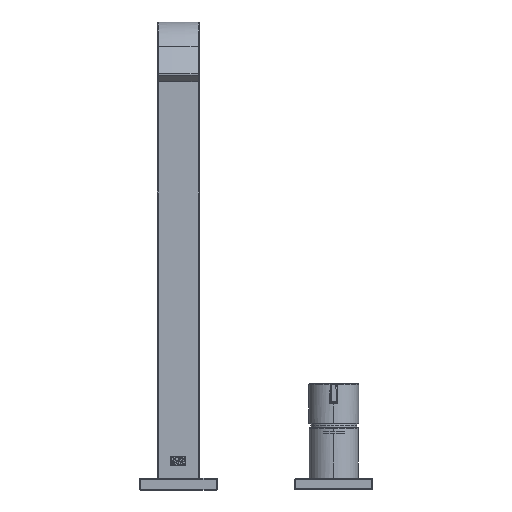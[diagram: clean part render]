
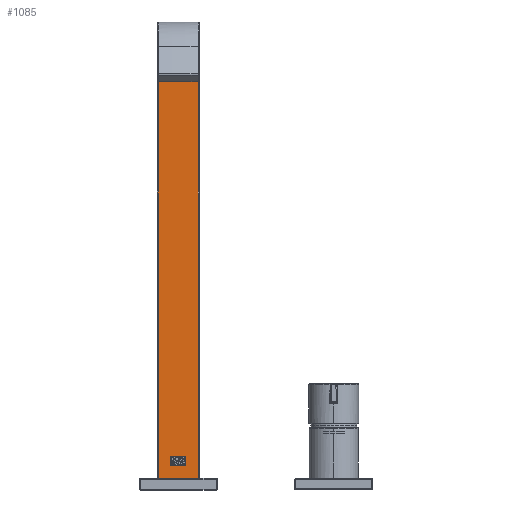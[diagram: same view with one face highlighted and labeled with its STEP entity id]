
A CAD part, top view. The second image highlights one B-rep face of the part: STEP entity #1085.
In plain terms, the highlighted planar face has unit normal (0, 0, 1).
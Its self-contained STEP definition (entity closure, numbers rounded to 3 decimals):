
#37 = CARTESIAN_POINT ( 'NONE',  ( 5.833, 10., 5.55 ) ) ;
#188 = VECTOR ( 'NONE', #10020, 1000. ) ;
#900 = DIRECTION ( 'NONE',  ( 0., 1., 0. ) ) ;
#995 = VERTEX_POINT ( 'NONE', #6903 ) ;
#1085 = ADVANCED_FACE ( 'NONE', ( #8765, #6266 ), #4650, .F. ) ;
#1119 = CARTESIAN_POINT ( 'NONE',  ( 15.3, 0., 5.55 ) ) ;
#1342 = LINE ( 'NONE', #4631, #5163 ) ;
#1415 = CARTESIAN_POINT ( 'NONE',  ( -16.1, 0., 5.55 ) ) ;
#1450 = LINE ( 'NONE', #4837, #3006 ) ;
#1459 = EDGE_CURVE ( 'NONE', #1626, #3141, #1342, .T. ) ;
#1594 = LINE ( 'NONE', #9902, #3469 ) ;
#1626 = VERTEX_POINT ( 'NONE', #3435 ) ;
#1732 = EDGE_CURVE ( 'NONE', #8410, #3842, #6772, .T. ) ;
#1969 = LINE ( 'NONE', #5265, #4399 ) ;
#2451 = ORIENTED_EDGE ( 'NONE', *, *, #4552, .T. ) ;
#2837 = LINE ( 'NONE', #1119, #3668 ) ;
#2922 = ORIENTED_EDGE ( 'NONE', *, *, #6418, .F. ) ;
#3006 = VECTOR ( 'NONE', #4738, 1000. ) ;
#3130 = EDGE_CURVE ( 'NONE', #3203, #8767, #1594, .T. ) ;
#3141 = VERTEX_POINT ( 'NONE', #5851 ) ;
#3203 = VERTEX_POINT ( 'NONE', #37 ) ;
#3230 = VECTOR ( 'NONE', #7363, 1000. ) ;
#3435 = CARTESIAN_POINT ( 'NONE',  ( -15.3, 0., 5.55 ) ) ;
#3469 = VECTOR ( 'NONE', #900, 1000. ) ;
#3668 = VECTOR ( 'NONE', #6982, 1000. ) ;
#3755 = LINE ( 'NONE', #7034, #10174 ) ;
#3819 = DIRECTION ( 'NONE',  ( 1., 0., 0. ) ) ;
#3842 = VERTEX_POINT ( 'NONE', #4113 ) ;
#3883 = ORIENTED_EDGE ( 'NONE', *, *, #9458, .T. ) ;
#4113 = CARTESIAN_POINT ( 'NONE',  ( -5.833, 10., 5.55 ) ) ;
#4399 = VECTOR ( 'NONE', #9317, 1000. ) ;
#4552 = EDGE_CURVE ( 'NONE', #3141, #995, #2837, .T. ) ;
#4631 = CARTESIAN_POINT ( 'NONE',  ( -16.1, 0., 5.55 ) ) ;
#4650 = PLANE ( 'NONE',  #8580 ) ;
#4700 = DIRECTION ( 'NONE',  ( 0., 1., 0. ) ) ;
#4738 = DIRECTION ( 'NONE',  ( -1., 0., 0. ) ) ;
#4837 = CARTESIAN_POINT ( 'NONE',  ( -16.1, 17., 5.55 ) ) ;
#4840 = CARTESIAN_POINT ( 'NONE',  ( -16.1, 10., 5.55 ) ) ;
#5163 = VECTOR ( 'NONE', #3819, 1000. ) ;
#5265 = CARTESIAN_POINT ( 'NONE',  ( -15.3, 0., 5.55 ) ) ;
#5474 = ORIENTED_EDGE ( 'NONE', *, *, #1459, .T. ) ;
#5597 = EDGE_CURVE ( 'NONE', #7270, #995, #3755, .T. ) ;
#5638 = DIRECTION ( 'NONE',  ( 1., 0., 0. ) ) ;
#5778 = EDGE_LOOP ( 'NONE', ( #6318, #3883, #5474, #2451 ) ) ;
#5851 = CARTESIAN_POINT ( 'NONE',  ( 15.3, 0., 5.55 ) ) ;
#6266 = FACE_BOUND ( 'NONE', #6904, .T. ) ;
#6318 = ORIENTED_EDGE ( 'NONE', *, *, #5597, .F. ) ;
#6404 = CARTESIAN_POINT ( 'NONE',  ( -5.833, 17., 5.55 ) ) ;
#6418 = EDGE_CURVE ( 'NONE', #8767, #8410, #1450, .T. ) ;
#6433 = CARTESIAN_POINT ( 'NONE',  ( 5.833, 17., 5.55 ) ) ;
#6614 = ORIENTED_EDGE ( 'NONE', *, *, #3130, .F. ) ;
#6772 = LINE ( 'NONE', #6875, #188 ) ;
#6875 = CARTESIAN_POINT ( 'NONE',  ( -5.833, 0., 5.55 ) ) ;
#6903 = CARTESIAN_POINT ( 'NONE',  ( 15.3, 313.77, 5.55 ) ) ;
#6904 = EDGE_LOOP ( 'NONE', ( #2922, #6614, #10215, #6966 ) ) ;
#6966 = ORIENTED_EDGE ( 'NONE', *, *, #1732, .F. ) ;
#6982 = DIRECTION ( 'NONE',  ( 0., 1., 0. ) ) ;
#7034 = CARTESIAN_POINT ( 'NONE',  ( -16.1, 313.77, 5.55 ) ) ;
#7270 = VERTEX_POINT ( 'NONE', #8576 ) ;
#7363 = DIRECTION ( 'NONE',  ( 1., 0., 0. ) ) ;
#8154 = LINE ( 'NONE', #4840, #3230 ) ;
#8410 = VERTEX_POINT ( 'NONE', #6404 ) ;
#8576 = CARTESIAN_POINT ( 'NONE',  ( -15.3, 313.77, 5.55 ) ) ;
#8580 = AXIS2_PLACEMENT_3D ( 'NONE', #1415, #10373, #4700 ) ;
#8765 = FACE_OUTER_BOUND ( 'NONE', #5778, .T. ) ;
#8767 = VERTEX_POINT ( 'NONE', #6433 ) ;
#9317 = DIRECTION ( 'NONE',  ( 0., -1., 0. ) ) ;
#9458 = EDGE_CURVE ( 'NONE', #7270, #1626, #1969, .T. ) ;
#9902 = CARTESIAN_POINT ( 'NONE',  ( 5.833, 0., 5.55 ) ) ;
#10020 = DIRECTION ( 'NONE',  ( 0., -1., 0. ) ) ;
#10174 = VECTOR ( 'NONE', #5638, 1000. ) ;
#10215 = ORIENTED_EDGE ( 'NONE', *, *, #10498, .F. ) ;
#10373 = DIRECTION ( 'NONE',  ( 0., 0., -1. ) ) ;
#10498 = EDGE_CURVE ( 'NONE', #3842, #3203, #8154, .T. ) ;
